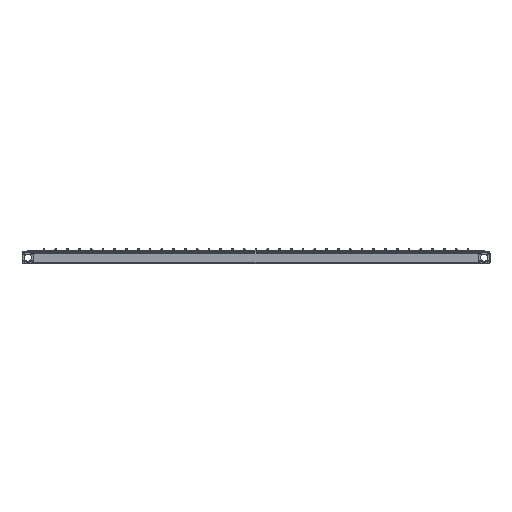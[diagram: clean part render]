
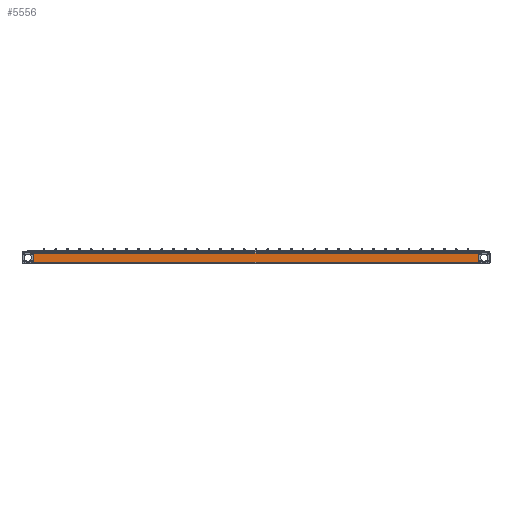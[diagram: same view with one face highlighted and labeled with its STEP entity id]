
A CAD part, left-side view. The second image highlights one B-rep face of the part: STEP entity #5556.
In plain terms, the highlighted planar face has unit normal (-1, 0, 0).
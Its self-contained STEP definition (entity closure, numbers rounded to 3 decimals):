
#1765 = DIRECTION ( 'NONE',  ( 0., 1., 0. ) ) ;
#2218 = PLANE ( 'NONE',  #20500 ) ;
#2711 = VERTEX_POINT ( 'NONE', #27254 ) ;
#3260 = VERTEX_POINT ( 'NONE', #4666 ) ;
#3546 = CARTESIAN_POINT ( 'NONE',  ( 0., -20., 2. ) ) ;
#3740 = CARTESIAN_POINT ( 'NONE',  ( 0., -775., 2. ) ) ;
#4537 = ORIENTED_EDGE ( 'NONE', *, *, #12361, .T. ) ;
#4666 = CARTESIAN_POINT ( 'NONE',  ( 0., -20., 18. ) ) ;
#4669 = DIRECTION ( 'NONE',  ( 0., 0., 1. ) ) ;
#5165 = EDGE_LOOP ( 'NONE', ( #23277, #17340, #4537, #11857 ) ) ;
#5556 = ADVANCED_FACE ( 'NONE', ( #5843 ), #2218, .F. ) ;
#5843 = FACE_OUTER_BOUND ( 'NONE', #5165, .T. ) ;
#6346 = DIRECTION ( 'NONE',  ( 0., 0., 1. ) ) ;
#6619 = CARTESIAN_POINT ( 'NONE',  ( 0., -775., 2. ) ) ;
#7197 = EDGE_CURVE ( 'NONE', #14890, #11440, #26390, .T. ) ;
#9609 = DIRECTION ( 'NONE',  ( 0., 1., 0. ) ) ;
#11440 = VERTEX_POINT ( 'NONE', #16675 ) ;
#11857 = ORIENTED_EDGE ( 'NONE', *, *, #19630, .T. ) ;
#12361 = EDGE_CURVE ( 'NONE', #2711, #3260, #21939, .T. ) ;
#12449 = LINE ( 'NONE', #3740, #12880 ) ;
#12880 = VECTOR ( 'NONE', #4669, 1000. ) ;
#12899 = VECTOR ( 'NONE', #9609, 1000. ) ;
#13643 = DIRECTION ( 'NONE',  ( 1., 0., 0. ) ) ;
#14890 = VERTEX_POINT ( 'NONE', #6619 ) ;
#16675 = CARTESIAN_POINT ( 'NONE',  ( 0., -20., 2. ) ) ;
#17340 = ORIENTED_EDGE ( 'NONE', *, *, #17606, .T. ) ;
#17606 = EDGE_CURVE ( 'NONE', #14890, #2711, #12449, .T. ) ;
#18248 = CARTESIAN_POINT ( 'NONE',  ( 0., -785., 2. ) ) ;
#18766 = CARTESIAN_POINT ( 'NONE',  ( 0., -785., 18. ) ) ;
#19144 = LINE ( 'NONE', #3546, #27687 ) ;
#19618 = CARTESIAN_POINT ( 'NONE',  ( 0., -785., 2. ) ) ;
#19630 = EDGE_CURVE ( 'NONE', #3260, #11440, #19144, .T. ) ;
#20500 = AXIS2_PLACEMENT_3D ( 'NONE', #19618, #13643, #6346 ) ;
#21939 = LINE ( 'NONE', #18766, #12899 ) ;
#23211 = DIRECTION ( 'NONE',  ( 0., 0., -1. ) ) ;
#23277 = ORIENTED_EDGE ( 'NONE', *, *, #7197, .F. ) ;
#26390 = LINE ( 'NONE', #18248, #27515 ) ;
#27254 = CARTESIAN_POINT ( 'NONE',  ( 0., -775., 18. ) ) ;
#27515 = VECTOR ( 'NONE', #1765, 1000. ) ;
#27687 = VECTOR ( 'NONE', #23211, 1000. ) ;
